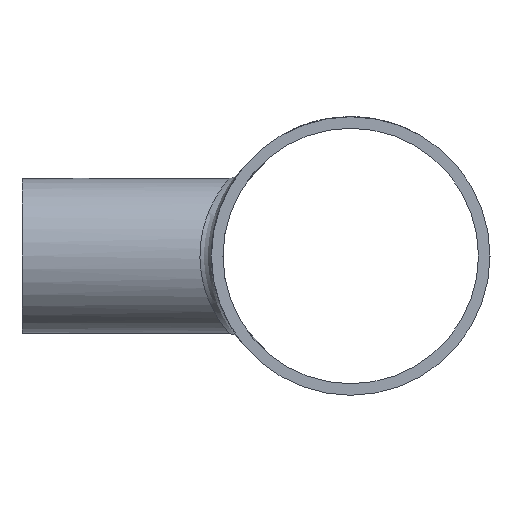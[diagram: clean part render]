
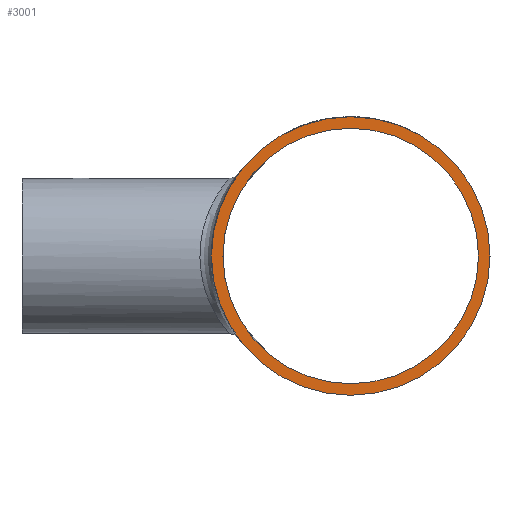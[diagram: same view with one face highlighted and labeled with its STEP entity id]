
A CAD part, left-side view. The second image highlights one B-rep face of the part: STEP entity #3001.
In plain terms, the highlighted planar face has unit normal (-1, 0, 0).
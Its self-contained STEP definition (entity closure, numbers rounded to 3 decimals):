
#60 = AXIS2_PLACEMENT_3D ( 'NONE', #6983, #6753, #16423 ) ;
#344 = CIRCLE ( 'NONE', #10129, 22.15 ) ;
#695 = ORIENTED_EDGE ( 'NONE', *, *, #10625, .T. ) ;
#1311 = ORIENTED_EDGE ( 'NONE', *, *, #12802, .F. ) ;
#1522 = FACE_BOUND ( 'NONE', #5016, .T. ) ;
#2284 = CIRCLE ( 'NONE', #11853, 24.15 ) ;
#2810 = DIRECTION ( 'NONE',  ( 0., 0., 1. ) ) ;
#3001 = ADVANCED_FACE ( 'NONE', ( #1522, #15447 ), #11068, .T. ) ;
#4346 = EDGE_LOOP ( 'NONE', ( #695 ) ) ;
#4383 = CARTESIAN_POINT ( 'NONE',  ( -57., 0., 22.15 ) ) ;
#5016 = EDGE_LOOP ( 'NONE', ( #1311 ) ) ;
#5769 = DIRECTION ( 'NONE',  ( -1., 0., 0. ) ) ;
#6753 = DIRECTION ( 'NONE',  ( -1., 0., 0. ) ) ;
#6825 = DIRECTION ( 'NONE',  ( -1., 0., 0. ) ) ;
#6983 = CARTESIAN_POINT ( 'NONE',  ( -57., 0., 0. ) ) ;
#7139 = CARTESIAN_POINT ( 'NONE',  ( -57., 0., 0. ) ) ;
#7248 = DIRECTION ( 'NONE',  ( 0., 0., 1. ) ) ;
#8235 = CARTESIAN_POINT ( 'NONE',  ( -57., 0., 24.15 ) ) ;
#10129 = AXIS2_PLACEMENT_3D ( 'NONE', #10911, #6825, #2810 ) ;
#10625 = EDGE_CURVE ( 'NONE', #16333, #16333, #2284, .T. ) ;
#10854 = VERTEX_POINT ( 'NONE', #4383 ) ;
#10911 = CARTESIAN_POINT ( 'NONE',  ( -57., 0., 0. ) ) ;
#11068 = PLANE ( 'NONE',  #60 ) ;
#11853 = AXIS2_PLACEMENT_3D ( 'NONE', #7139, #5769, #7248 ) ;
#12802 = EDGE_CURVE ( 'NONE', #10854, #10854, #344, .T. ) ;
#15447 = FACE_OUTER_BOUND ( 'NONE', #4346, .T. ) ;
#16333 = VERTEX_POINT ( 'NONE', #8235 ) ;
#16423 = DIRECTION ( 'NONE',  ( 0., 0., 1. ) ) ;
